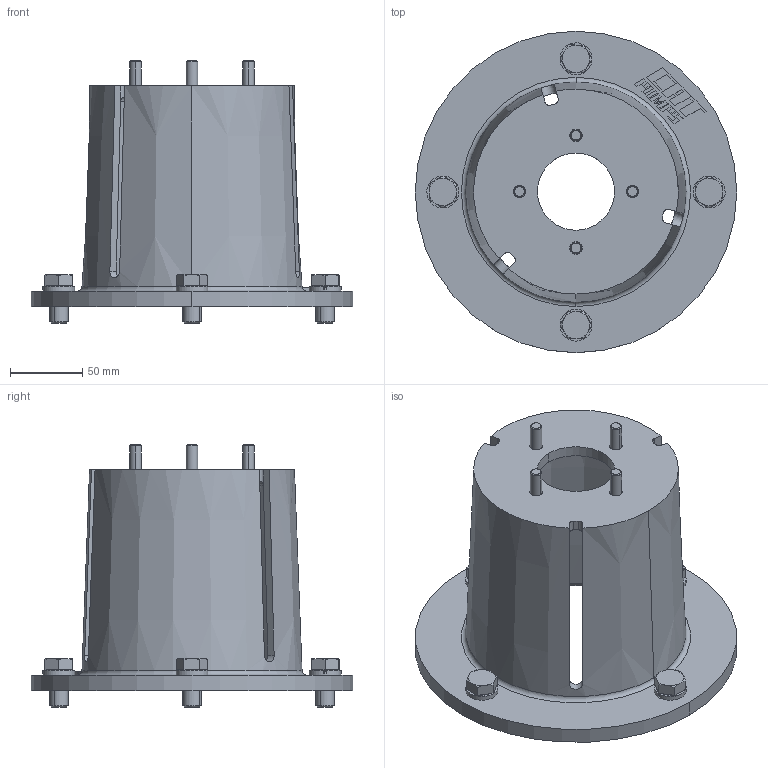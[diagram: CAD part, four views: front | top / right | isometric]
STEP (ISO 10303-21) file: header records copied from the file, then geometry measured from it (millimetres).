
FILE_DESCRIPTION (( 'STEP AP214' ), '1' );
FILE_NAME ('76215.5CP.STEP', '2014-12-18T19:52:29', ( 'IT' ), ( 'Microsoft' ), 'SwSTEP 2.0', 'SolidWorks 2014', '' );
FILE_SCHEMA (( 'AUTOMOTIVE_DESIGN' ));
Length unit declared in the file: inch
Products named in the file (1): 76215.5CP
Bounding box: 222.25 x 222.25 x 181.41 mm (x, y, z)
Surface area: 213794.2 mm2 (no closed solid volume)
Topology: 0 solids, 25 shells, 272 faces, 781 edges, 518 vertices
Faces by surface type: plane 137, cylinder 76, cone 48, torus 10, bspline 1
Entity records: 12965 total; most frequent: CARTESIAN_POINT 2371, DIRECTION 1460, ORIENTED_EDGE 1350, EDGE_CURVE 781, VERTEX_POINT 518, AXIS2_PLACEMENT_3D 503, VECTOR 454, LINE 454
